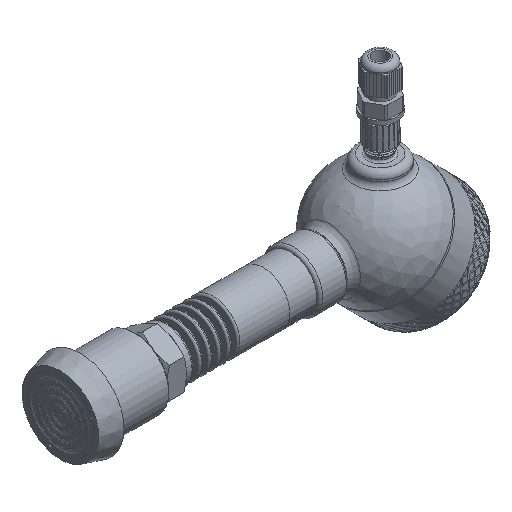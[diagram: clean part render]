
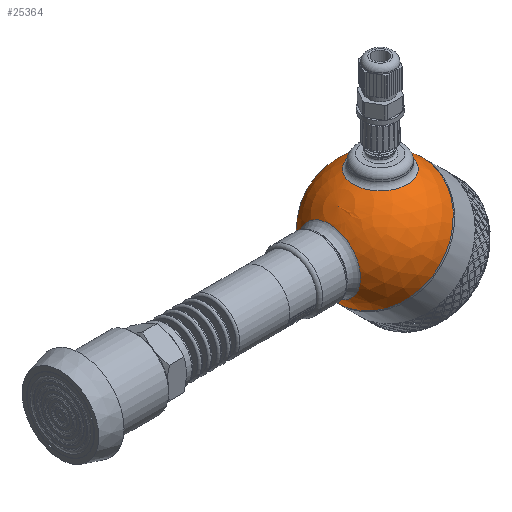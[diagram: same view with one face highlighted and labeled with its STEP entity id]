
A CAD part, isometric view. The second image highlights one B-rep face of the part: STEP entity #25364.
In plain terms, the highlighted spherical face has radius 30 mm.
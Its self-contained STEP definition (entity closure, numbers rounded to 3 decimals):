
#60=SPHERICAL_SURFACE('',#26991,30.);
#1058=FACE_BOUND('',#3759,.T.);
#1059=FACE_BOUND('',#3760,.T.);
#2091=FACE_OUTER_BOUND('',#3758,.T.);
#3758=EDGE_LOOP('',(#18903,#18904,#18905,#18906));
#3759=EDGE_LOOP('',(#18907));
#3760=EDGE_LOOP('',(#18908));
#5352=CIRCLE('',#26988,15.643);
#5355=CIRCLE('',#26992,30.);
#5356=CIRCLE('',#26993,30.);
#5357=CIRCLE('',#26994,30.);
#5358=CIRCLE('',#26995,13.5);
#10705=VERTEX_POINT('',#48469);
#10707=VERTEX_POINT('',#48475);
#10708=VERTEX_POINT('',#48476);
#10709=VERTEX_POINT('',#48478);
#10710=VERTEX_POINT('',#48481);
#13751=EDGE_CURVE('',#10705,#10705,#5352,.T.);
#13754=EDGE_CURVE('',#10707,#10708,#5355,.T.);
#13755=EDGE_CURVE('',#10707,#10709,#5356,.T.);
#13756=EDGE_CURVE('',#10708,#10707,#5357,.T.);
#13757=EDGE_CURVE('',#10710,#10710,#5358,.T.);
#18903=ORIENTED_EDGE('',*,*,#13754,.F.);
#18904=ORIENTED_EDGE('',*,*,#13755,.T.);
#18905=ORIENTED_EDGE('',*,*,#13755,.F.);
#18906=ORIENTED_EDGE('',*,*,#13756,.F.);
#18907=ORIENTED_EDGE('',*,*,#13751,.F.);
#18908=ORIENTED_EDGE('',*,*,#13757,.F.);
#25364=ADVANCED_FACE('',(#2091,#1058,#1059),#60,.T.);
#26988=AXIS2_PLACEMENT_3D('',#48470,#29009,#29010);
#26991=AXIS2_PLACEMENT_3D('',#48474,#29015,#29016);
#26992=AXIS2_PLACEMENT_3D('',#48477,#29017,#29018);
#26993=AXIS2_PLACEMENT_3D('',#48479,#29019,#29020);
#26994=AXIS2_PLACEMENT_3D('',#48480,#29021,#29022);
#26995=AXIS2_PLACEMENT_3D('',#48482,#29023,#29024);
#29009=DIRECTION('center_axis',(-0.707,0.,0.707));
#29010=DIRECTION('ref_axis',(0.707,0.,0.707));
#29015=DIRECTION('center_axis',(1.,0.,0.));
#29016=DIRECTION('ref_axis',(0.,-1.,0.));
#29017=DIRECTION('center_axis',(1.,0.,0.));
#29018=DIRECTION('ref_axis',(0.,1.,0.));
#29019=DIRECTION('center_axis',(0.,0.,1.));
#29020=DIRECTION('ref_axis',(0.,1.,0.));
#29021=DIRECTION('center_axis',(1.,0.,0.));
#29022=DIRECTION('ref_axis',(0.,1.,0.));
#29023=DIRECTION('center_axis',(-0.707,0.,-0.707));
#29024=DIRECTION('ref_axis',(-0.707,0.,0.707));
#48469=CARTESIAN_POINT('',(-29.162,0.,7.04));
#48470=CARTESIAN_POINT('Origin',(-18.101,0.,18.101));
#48474=CARTESIAN_POINT('Origin',(0.,0.,0.));
#48475=CARTESIAN_POINT('',(0.,30.,0.));
#48476=CARTESIAN_POINT('',(0.,-30.,0.));
#48477=CARTESIAN_POINT('Origin',(0.,0.,0.));
#48478=CARTESIAN_POINT('',(-30.,0.,0.));
#48479=CARTESIAN_POINT('Origin',(0.,0.,0.));
#48480=CARTESIAN_POINT('Origin',(0.,0.,0.));
#48481=CARTESIAN_POINT('',(-9.398,0.,-28.49));
#48482=CARTESIAN_POINT('Origin',(-18.944,0.,-18.944));
